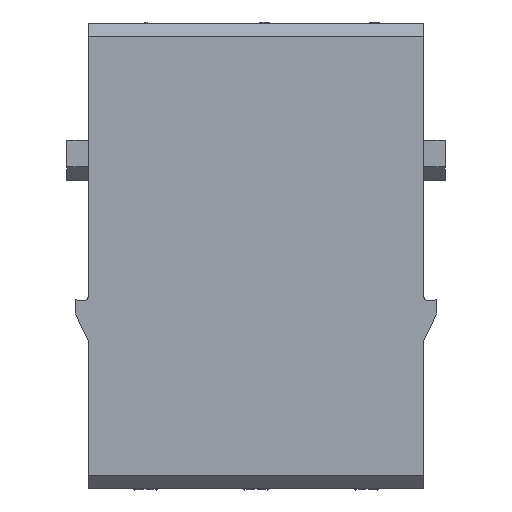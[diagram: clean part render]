
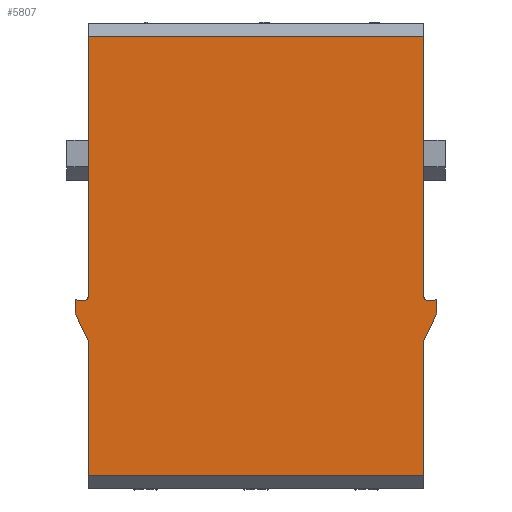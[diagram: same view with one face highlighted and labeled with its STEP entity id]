
A CAD part, left-side view. The second image highlights one B-rep face of the part: STEP entity #5807.
In plain terms, the highlighted planar face has unit normal (-1, 0, 0).
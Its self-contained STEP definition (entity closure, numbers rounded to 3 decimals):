
#17=DIRECTION('',(0.,0.,-1.));
#18=VECTOR('',#17,23.416);
#19=CARTESIAN_POINT('',(-7.3,15.15,7.8));
#20=LINE('',#19,#18);
#69=DIRECTION('',(0.,1.,0.));
#70=VECTOR('',#69,30.3);
#71=CARTESIAN_POINT('',(-7.3,-15.15,7.8));
#72=LINE('',#71,#70);
#101=DIRECTION('',(0.,0.,1.));
#102=VECTOR('',#101,12.21);
#103=CARTESIAN_POINT('',(-7.3,-15.15,-31.9));
#104=LINE('',#103,#102);
#109=DIRECTION('',(0.,0.,1.));
#110=VECTOR('',#109,23.416);
#111=CARTESIAN_POINT('',(-7.3,-15.15,-15.616));
#112=LINE('',#111,#110);
#584=DIRECTION('',(0.,-1.,0.));
#585=VECTOR('',#584,30.3);
#586=CARTESIAN_POINT('',(-7.3,15.15,-31.9));
#587=LINE('',#586,#585);
#588=CARTESIAN_POINT('',(-7.3,-15.65,-15.616));
#589=DIRECTION('',(-1.,0.,0.));
#590=DIRECTION('',(0.,1.,0.));
#591=AXIS2_PLACEMENT_3D('',#588,#589,#590);
#593=DIRECTION('',(0.,-0.985,0.174));
#594=VECTOR('',#593,0.623);
#595=CARTESIAN_POINT('',(-7.3,-15.737,-16.108));
#596=LINE('',#595,#594);
#597=DIRECTION('',(0.,0.423,-0.906));
#598=VECTOR('',#597,2.486);
#599=CARTESIAN_POINT('',(-7.3,-16.35,-17.2));
#600=LINE('',#599,#598);
#601=CARTESIAN_POINT('',(-7.3,-14.284,-18.98));
#602=DIRECTION('',(1.,0.,0.));
#603=DIRECTION('',(0.,-0.906,-0.423));
#604=AXIS2_PLACEMENT_3D('',#601,#602,#603);
#606=DIRECTION('',(0.,0.,1.));
#607=VECTOR('',#606,12.21);
#608=CARTESIAN_POINT('',(-7.3,15.15,-31.9));
#609=LINE('',#608,#607);
#610=CARTESIAN_POINT('',(-7.3,14.284,-18.98));
#611=DIRECTION('',(1.,0.,0.));
#612=DIRECTION('',(0.,0.773,-0.634));
#613=AXIS2_PLACEMENT_3D('',#610,#611,#612);
#615=DIRECTION('',(0.,0.423,0.906));
#616=VECTOR('',#615,2.486);
#617=CARTESIAN_POINT('',(-7.3,15.299,-19.453));
#618=LINE('',#617,#616);
#619=DIRECTION('',(0.,-0.985,-0.174));
#620=VECTOR('',#619,0.623);
#621=CARTESIAN_POINT('',(-7.3,16.35,-16.));
#622=LINE('',#621,#620);
#623=CARTESIAN_POINT('',(-7.3,15.65,-15.616));
#624=DIRECTION('',(-1.,0.,0.));
#625=DIRECTION('',(0.,0.174,-0.985));
#626=AXIS2_PLACEMENT_3D('',#623,#624,#625);
#673=DIRECTION('',(0.,0.,1.));
#674=VECTOR('',#673,1.2);
#675=CARTESIAN_POINT('',(-7.3,-16.35,-17.2));
#676=LINE('',#675,#674);
#722=DIRECTION('',(0.,0.,-1.));
#723=VECTOR('',#722,1.2);
#724=CARTESIAN_POINT('',(-7.3,16.35,-16.));
#725=LINE('',#724,#723);
#4207=CARTESIAN_POINT('',(-7.3,-15.15,7.8));
#4208=VERTEX_POINT('',#4207);
#4209=CARTESIAN_POINT('',(-7.3,15.15,7.8));
#4210=VERTEX_POINT('',#4209);
#4227=CARTESIAN_POINT('',(-7.3,-15.15,-31.9));
#4228=VERTEX_POINT('',#4227);
#4229=CARTESIAN_POINT('',(-7.3,-15.15,-19.69));
#4230=VERTEX_POINT('',#4229);
#4235=CARTESIAN_POINT('',(-7.3,-15.15,-15.616));
#4236=VERTEX_POINT('',#4235);
#4263=CARTESIAN_POINT('',(-7.3,15.15,-15.616));
#4264=VERTEX_POINT('',#4263);
#4269=CARTESIAN_POINT('',(-7.3,15.15,-19.69));
#4270=VERTEX_POINT('',#4269);
#4271=CARTESIAN_POINT('',(-7.3,15.15,-31.9));
#4272=VERTEX_POINT('',#4271);
#4311=CARTESIAN_POINT('',(-7.3,-15.737,-16.108));
#4312=VERTEX_POINT('',#4311);
#4313=CARTESIAN_POINT('',(-7.3,-16.35,-16.));
#4314=VERTEX_POINT('',#4313);
#4315=CARTESIAN_POINT('',(-7.3,-16.35,-17.2));
#4316=VERTEX_POINT('',#4315);
#4317=CARTESIAN_POINT('',(-7.3,-15.299,-19.453));
#4318=VERTEX_POINT('',#4317);
#4319=CARTESIAN_POINT('',(-7.3,15.299,-19.453));
#4320=VERTEX_POINT('',#4319);
#4321=CARTESIAN_POINT('',(-7.3,16.35,-17.2));
#4322=VERTEX_POINT('',#4321);
#4323=CARTESIAN_POINT('',(-7.3,16.35,-16.));
#4324=VERTEX_POINT('',#4323);
#4325=CARTESIAN_POINT('',(-7.3,15.737,-16.108));
#4326=VERTEX_POINT('',#4325);
#5774=CARTESIAN_POINT('',(-7.3,15.2,0.));
#5775=DIRECTION('',(-1.,0.,0.));
#5776=DIRECTION('',(0.,-1.,0.));
#5777=AXIS2_PLACEMENT_3D('',#5774,#5775,#5776);
#5778=PLANE('',#5777);
#5779=ORIENTED_EDGE('',*,*,#5304,.F.);
#5780=ORIENTED_EDGE('',*,*,#5346,.F.);
#5782=ORIENTED_EDGE('',*,*,#5781,.T.);
#5784=ORIENTED_EDGE('',*,*,#5783,.T.);
#5786=ORIENTED_EDGE('',*,*,#5785,.F.);
#5788=ORIENTED_EDGE('',*,*,#5787,.T.);
#5790=ORIENTED_EDGE('',*,*,#5789,.T.);
#5791=ORIENTED_EDGE('',*,*,#5338,.F.);
#5792=ORIENTED_EDGE('',*,*,#5767,.F.);
#5793=ORIENTED_EDGE('',*,*,#5259,.T.);
#5795=ORIENTED_EDGE('',*,*,#5794,.T.);
#5797=ORIENTED_EDGE('',*,*,#5796,.T.);
#5799=ORIENTED_EDGE('',*,*,#5798,.F.);
#5801=ORIENTED_EDGE('',*,*,#5800,.T.);
#5803=ORIENTED_EDGE('',*,*,#5802,.T.);
#5804=ORIENTED_EDGE('',*,*,#5251,.F.);
#5805=EDGE_LOOP('',(#5779,#5780,#5782,#5784,#5786,#5788,#5790,#5791,#5792,#5793,
#5795,#5797,#5799,#5801,#5803,#5804));
#5806=FACE_OUTER_BOUND('',#5805,.F.);
#5807=ADVANCED_FACE('',(#5806),#5778,.T.);
#592=CIRCLE('',#591,0.5);
#605=CIRCLE('',#604,1.12);
#614=CIRCLE('',#613,1.12);
#627=CIRCLE('',#626,0.5);
#5251=EDGE_CURVE('',#4210,#4264,#20,.T.);
#5259=EDGE_CURVE('',#4272,#4270,#609,.T.);
#5304=EDGE_CURVE('',#4208,#4210,#72,.T.);
#5338=EDGE_CURVE('',#4228,#4230,#104,.T.);
#5346=EDGE_CURVE('',#4236,#4208,#112,.T.);
#5767=EDGE_CURVE('',#4272,#4228,#587,.T.);
#5781=EDGE_CURVE('',#4236,#4312,#592,.T.);
#5783=EDGE_CURVE('',#4312,#4314,#596,.T.);
#5785=EDGE_CURVE('',#4316,#4314,#676,.T.);
#5787=EDGE_CURVE('',#4316,#4318,#600,.T.);
#5789=EDGE_CURVE('',#4318,#4230,#605,.T.);
#5794=EDGE_CURVE('',#4270,#4320,#614,.T.);
#5796=EDGE_CURVE('',#4320,#4322,#618,.T.);
#5798=EDGE_CURVE('',#4324,#4322,#725,.T.);
#5800=EDGE_CURVE('',#4324,#4326,#622,.T.);
#5802=EDGE_CURVE('',#4326,#4264,#627,.T.);
